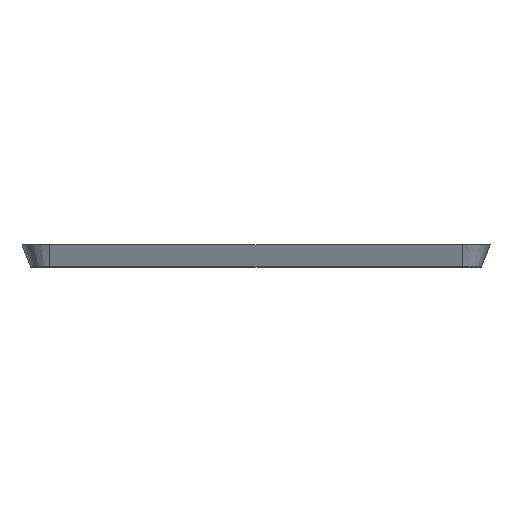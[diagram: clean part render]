
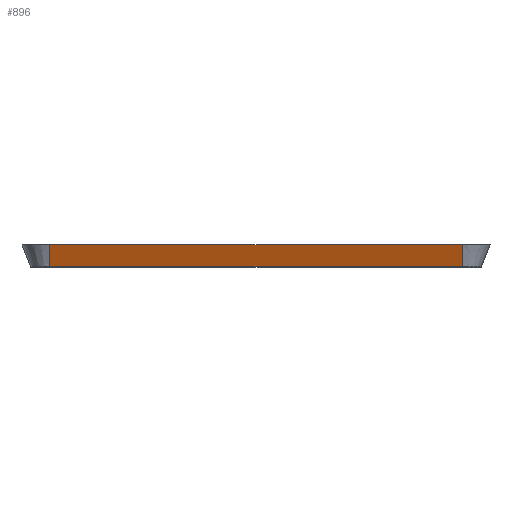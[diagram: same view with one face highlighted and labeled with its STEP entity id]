
A CAD part, top view. The second image highlights one B-rep face of the part: STEP entity #896.
In plain terms, the highlighted planar face has unit normal (0, -0.376, 0.927).
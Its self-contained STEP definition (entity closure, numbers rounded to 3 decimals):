
#45 = CARTESIAN_POINT ( 'NONE',  ( -196.5, 0., 156. ) ) ;
#94 = AXIS2_PLACEMENT_3D ( 'NONE', #1081, #666, #767 ) ;
#180 = CARTESIAN_POINT ( 'NONE',  ( 196.5, 21.004, 164.523 ) ) ;
#186 = VECTOR ( 'NONE', #664, 1000. ) ;
#206 = VECTOR ( 'NONE', #1063, 1000. ) ;
#311 = CARTESIAN_POINT ( 'NONE',  ( 196.5, 21.004, 164.523 ) ) ;
#339 = EDGE_LOOP ( 'NONE', ( #982, #1032, #790, #373 ) ) ;
#347 = VECTOR ( 'NONE', #1348, 1000. ) ;
#373 = ORIENTED_EDGE ( 'NONE', *, *, #1367, .T. ) ;
#465 = VERTEX_POINT ( 'NONE', #1185 ) ;
#492 = FACE_OUTER_BOUND ( 'NONE', #339, .T. ) ;
#516 = DIRECTION ( 'NONE',  ( 1., 0., 0. ) ) ;
#586 = EDGE_CURVE ( 'NONE', #1046, #465, #710, .T. ) ;
#614 = VERTEX_POINT ( 'NONE', #838 ) ;
#659 = LINE ( 'NONE', #180, #347 ) ;
#664 = DIRECTION ( 'NONE',  ( 0., -0.927, -0.376 ) ) ;
#666 = DIRECTION ( 'NONE',  ( 0., 0.376, -0.927 ) ) ;
#710 = LINE ( 'NONE', #1016, #1168 ) ;
#737 = EDGE_CURVE ( 'NONE', #872, #465, #1238, .T. ) ;
#764 = CARTESIAN_POINT ( 'NONE',  ( -196.5, 21.004, 164.523 ) ) ;
#767 = DIRECTION ( 'NONE',  ( 0., 0.927, 0.376 ) ) ;
#775 = CARTESIAN_POINT ( 'NONE',  ( 196.5, 21.004, 164.523 ) ) ;
#790 = ORIENTED_EDGE ( 'NONE', *, *, #1156, .T. ) ;
#838 = CARTESIAN_POINT ( 'NONE',  ( -196.5, 21.004, 164.523 ) ) ;
#840 = LINE ( 'NONE', #764, #186 ) ;
#872 = VERTEX_POINT ( 'NONE', #775 ) ;
#896 = ADVANCED_FACE ( 'NONE', ( #492 ), #1181, .F. ) ;
#982 = ORIENTED_EDGE ( 'NONE', *, *, #586, .T. ) ;
#1016 = CARTESIAN_POINT ( 'NONE',  ( -196.5, 0., 156. ) ) ;
#1032 = ORIENTED_EDGE ( 'NONE', *, *, #737, .F. ) ;
#1046 = VERTEX_POINT ( 'NONE', #45 ) ;
#1063 = DIRECTION ( 'NONE',  ( 0., -0.927, -0.376 ) ) ;
#1081 = CARTESIAN_POINT ( 'NONE',  ( 196.5, 21.004, 164.523 ) ) ;
#1156 = EDGE_CURVE ( 'NONE', #872, #614, #659, .T. ) ;
#1168 = VECTOR ( 'NONE', #516, 1000. ) ;
#1181 = PLANE ( 'NONE',  #94 ) ;
#1185 = CARTESIAN_POINT ( 'NONE',  ( 196.5, 0., 156. ) ) ;
#1238 = LINE ( 'NONE', #311, #206 ) ;
#1348 = DIRECTION ( 'NONE',  ( -1., 0., 0. ) ) ;
#1367 = EDGE_CURVE ( 'NONE', #614, #1046, #840, .T. ) ;
